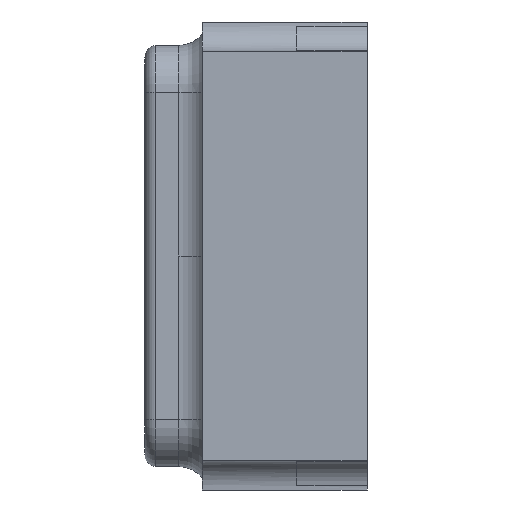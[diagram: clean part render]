
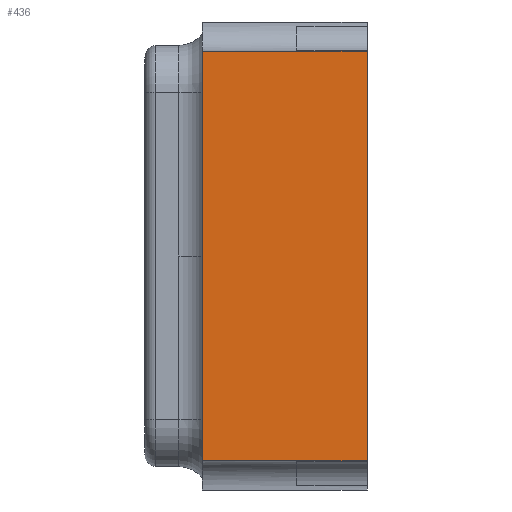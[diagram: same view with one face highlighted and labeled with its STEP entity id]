
A CAD part, left-side view. The second image highlights one B-rep face of the part: STEP entity #436.
In plain terms, the highlighted planar face has unit normal (-1, 0, 0).
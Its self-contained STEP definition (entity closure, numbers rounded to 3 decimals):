
#96 = CARTESIAN_POINT ( 'NONE',  ( -1.25, 0.7, 0.875 ) ) ;
#322 = CARTESIAN_POINT ( 'NONE',  ( -1.25, 0.705, -0.875 ) ) ;
#324 = CARTESIAN_POINT ( 'NONE',  ( -1.25, 0.705, 0.875 ) ) ;
#366 = CARTESIAN_POINT ( 'NONE',  ( -1.25, 0., -0.875 ) ) ;
#389 = FACE_OUTER_BOUND ( 'NONE', #1901, .T. ) ;
#436 = ADVANCED_FACE ( 'NONE', ( #389 ), #2222, .T. ) ;
#580 = DIRECTION ( 'NONE',  ( 0., -1., 0. ) ) ;
#599 = VECTOR ( 'NONE', #3161, 1000. ) ;
#691 = CARTESIAN_POINT ( 'NONE',  ( -1.25, 0.7, 0. ) ) ;
#699 = ORIENTED_EDGE ( 'NONE', *, *, #2954, .F. ) ;
#753 = DIRECTION ( 'NONE',  ( -1., 0., 0. ) ) ;
#944 = DIRECTION ( 'NONE',  ( 0., 0., -1. ) ) ;
#1242 = LINE ( 'NONE', #3649, #1737 ) ;
#1338 = VECTOR ( 'NONE', #2975, 1000. ) ;
#1490 = LINE ( 'NONE', #322, #1338 ) ;
#1631 = CARTESIAN_POINT ( 'NONE',  ( -1.25, 0.705, -0.875 ) ) ;
#1650 = DIRECTION ( 'NONE',  ( 0., 0., 1. ) ) ;
#1702 = VERTEX_POINT ( 'NONE', #1631 ) ;
#1725 = VECTOR ( 'NONE', #580, 1000. ) ;
#1737 = VECTOR ( 'NONE', #944, 1000. ) ;
#1749 = EDGE_CURVE ( 'NONE', #1702, #3056, #1890, .T. ) ;
#1816 = ORIENTED_EDGE ( 'NONE', *, *, #3314, .F. ) ;
#1852 = AXIS2_PLACEMENT_3D ( 'NONE', #691, #753, #1650 ) ;
#1883 = ORIENTED_EDGE ( 'NONE', *, *, #1749, .T. ) ;
#1890 = LINE ( 'NONE', #2981, #1725 ) ;
#1901 = EDGE_LOOP ( 'NONE', ( #699, #2988, #1816, #1883 ) ) ;
#1953 = LINE ( 'NONE', #96, #599 ) ;
#2175 = VERTEX_POINT ( 'NONE', #2680 ) ;
#2218 = VERTEX_POINT ( 'NONE', #324 ) ;
#2222 = PLANE ( 'NONE',  #1852 ) ;
#2620 = EDGE_CURVE ( 'NONE', #2218, #2175, #1953, .T. ) ;
#2680 = CARTESIAN_POINT ( 'NONE',  ( -1.25, 0., 0.875 ) ) ;
#2954 = EDGE_CURVE ( 'NONE', #2175, #3056, #1242, .T. ) ;
#2975 = DIRECTION ( 'NONE',  ( 0., 0., 1. ) ) ;
#2981 = CARTESIAN_POINT ( 'NONE',  ( -1.25, 0.7, -0.875 ) ) ;
#2988 = ORIENTED_EDGE ( 'NONE', *, *, #2620, .F. ) ;
#3056 = VERTEX_POINT ( 'NONE', #366 ) ;
#3161 = DIRECTION ( 'NONE',  ( 0., -1., 0. ) ) ;
#3314 = EDGE_CURVE ( 'NONE', #1702, #2218, #1490, .T. ) ;
#3649 = CARTESIAN_POINT ( 'NONE',  ( -1.25, 0., 0. ) ) ;
